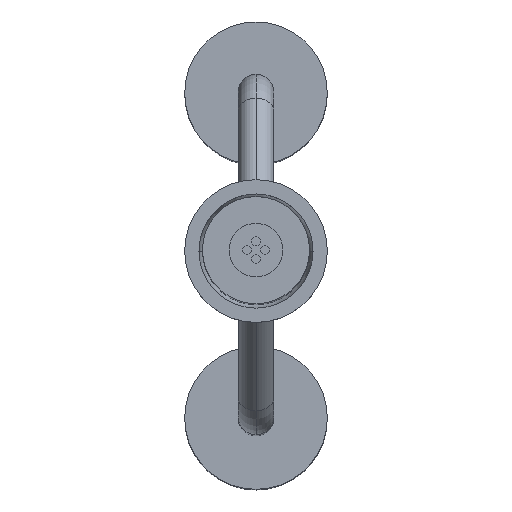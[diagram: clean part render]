
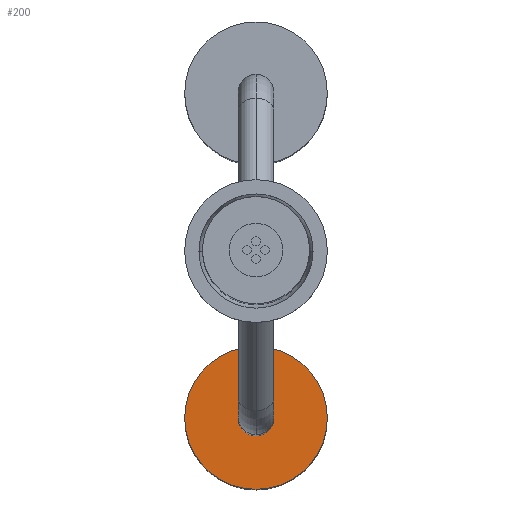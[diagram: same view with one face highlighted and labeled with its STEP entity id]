
A CAD part, top view. The second image highlights one B-rep face of the part: STEP entity #200.
In plain terms, the highlighted planar face has unit normal (0, 0, 1).
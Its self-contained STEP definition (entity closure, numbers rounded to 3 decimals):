
#157 = EDGE_LOOP ( 'NONE', ( #2695, #2387 ) ) ;
#200 = ADVANCED_FACE ( 'NONE', ( #3557, #816 ), #3208, .F. ) ;
#224 = DIRECTION ( 'NONE',  ( -1., 0., 0. ) ) ;
#339 = AXIS2_PLACEMENT_3D ( 'NONE', #3871, #3341, #2081 ) ;
#472 = CARTESIAN_POINT ( 'NONE',  ( 2., -4.55, -71.851 ) ) ;
#702 = AXIS2_PLACEMENT_3D ( 'NONE', #1020, #2257, #721 ) ;
#721 = DIRECTION ( 'NONE',  ( -1., 0., 0. ) ) ;
#724 = CARTESIAN_POINT ( 'NONE',  ( -0.5, -4.55, -71.851 ) ) ;
#802 = CARTESIAN_POINT ( 'NONE',  ( 0., -4.55, -71.851 ) ) ;
#816 = FACE_OUTER_BOUND ( 'NONE', #157, .T. ) ;
#866 = ORIENTED_EDGE ( 'NONE', *, *, #3052, .T. ) ;
#1010 = EDGE_LOOP ( 'NONE', ( #2764, #866 ) ) ;
#1020 = CARTESIAN_POINT ( 'NONE',  ( 0., -4.55, -71.851 ) ) ;
#1112 = CARTESIAN_POINT ( 'NONE',  ( 0., -4.55, -71.851 ) ) ;
#1229 = DIRECTION ( 'NONE',  ( 0., 0., -1. ) ) ;
#1637 = VERTEX_POINT ( 'NONE', #2144 ) ;
#1689 = CIRCLE ( 'NONE', #3855, 2. ) ;
#1735 = DIRECTION ( 'NONE',  ( 0., 0., 1. ) ) ;
#1790 = EDGE_CURVE ( 'NONE', #2411, #1904, #1689, .T. ) ;
#1837 = AXIS2_PLACEMENT_3D ( 'NONE', #1112, #2962, #2665 ) ;
#1904 = VERTEX_POINT ( 'NONE', #472 ) ;
#2081 = DIRECTION ( 'NONE',  ( -1., 0., 0. ) ) ;
#2144 = CARTESIAN_POINT ( 'NONE',  ( 0.5, -4.55, -71.851 ) ) ;
#2216 = EDGE_CURVE ( 'NONE', #2521, #1637, #2915, .T. ) ;
#2257 = DIRECTION ( 'NONE',  ( 0., 0., -1. ) ) ;
#2387 = ORIENTED_EDGE ( 'NONE', *, *, #1790, .T. ) ;
#2411 = VERTEX_POINT ( 'NONE', #2613 ) ;
#2521 = VERTEX_POINT ( 'NONE', #724 ) ;
#2613 = CARTESIAN_POINT ( 'NONE',  ( -2., -4.55, -71.851 ) ) ;
#2623 = CIRCLE ( 'NONE', #702, 0.5 ) ;
#2665 = DIRECTION ( 'NONE',  ( -1., 0., 0. ) ) ;
#2695 = ORIENTED_EDGE ( 'NONE', *, *, #3675, .T. ) ;
#2764 = ORIENTED_EDGE ( 'NONE', *, *, #2216, .T. ) ;
#2915 = CIRCLE ( 'NONE', #3115, 0.5 ) ;
#2962 = DIRECTION ( 'NONE',  ( 0., 0., -1. ) ) ;
#3052 = EDGE_CURVE ( 'NONE', #1637, #2521, #2623, .T. ) ;
#3115 = AXIS2_PLACEMENT_3D ( 'NONE', #3347, #1229, #224 ) ;
#3208 = PLANE ( 'NONE',  #1837 ) ;
#3235 = DIRECTION ( 'NONE',  ( -1., 0., 0. ) ) ;
#3327 = CIRCLE ( 'NONE', #339, 2. ) ;
#3341 = DIRECTION ( 'NONE',  ( 0., 0., 1. ) ) ;
#3347 = CARTESIAN_POINT ( 'NONE',  ( 0., -4.55, -71.851 ) ) ;
#3557 = FACE_BOUND ( 'NONE', #1010, .T. ) ;
#3675 = EDGE_CURVE ( 'NONE', #1904, #2411, #3327, .T. ) ;
#3855 = AXIS2_PLACEMENT_3D ( 'NONE', #802, #1735, #3235 ) ;
#3871 = CARTESIAN_POINT ( 'NONE',  ( 0., -4.55, -71.851 ) ) ;
